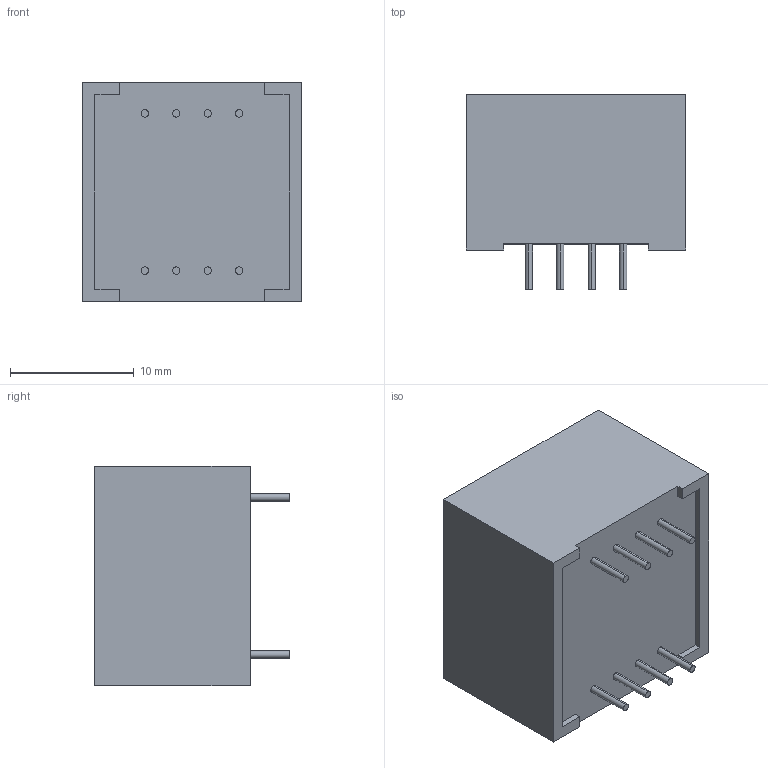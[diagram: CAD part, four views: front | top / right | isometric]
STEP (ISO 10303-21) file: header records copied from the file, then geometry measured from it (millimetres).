
FILE_DESCRIPTION (( 'STEP AP214' ), '1' );
FILE_NAME ('LM-NP-1005L.STEP', '2020-09-18T13:02:13', ( '' ), ( '' ), 'SwSTEP 2.0', 'SolidWorks 2018', '' );
FILE_SCHEMA (( 'AUTOMOTIVE_DESIGN' ));
Length unit declared in the file: millimetre
Products named in the file (1): LM-NP-1005L
Bounding box: 17.7 x 15.81 x 17.7 mm (x, y, z)
Volume: 3821 mm3; surface area: 1585.2 mm2
Topology: 1 solids, 1 shells, 255 faces, 660 edges, 440 vertices
Faces by surface type: plane 185, bspline 52, cylinder 18
Entity records: 12722 total; most frequent: CARTESIAN_POINT 4228, ORIENTED_EDGE 1320, DIRECTION 1000, EDGE_CURVE 660, LINE 520, VECTOR 520, VERTEX_POINT 440, EDGE_LOOP 288
